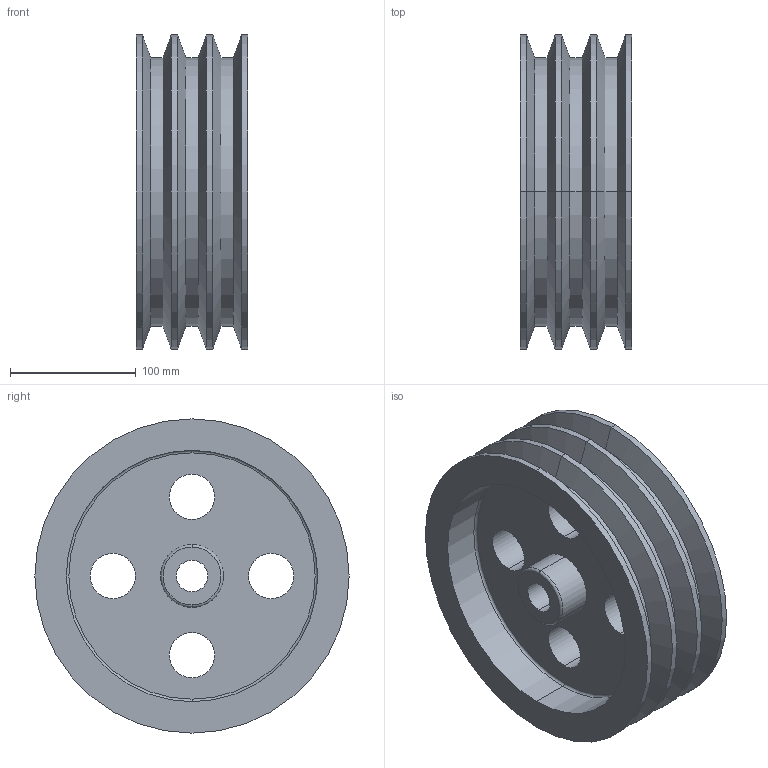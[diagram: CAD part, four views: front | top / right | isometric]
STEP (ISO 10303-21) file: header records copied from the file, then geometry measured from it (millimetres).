
FILE_DESCRIPTION (( 'STEP AP214' ), '1' );
FILE_NAME ('Poulie_V.STEP', '2025-09-11T22:50:46', ( '' ), ( '' ), 'SwSTEP 2.0', 'SolidWorks 2024', '' );
FILE_SCHEMA (( 'AUTOMOTIVE_DESIGN' ));
Length unit declared in the file: millimetre
Products named in the file (1): Poulie_V
Bounding box: 89 x 250 x 250 mm (x, y, z)
Volume: 1702143.4 mm3; surface area: 274028.5 mm2
Topology: 1 solids, 1 shells, 58 faces, 124 edges, 72 vertices
Faces by surface type: cylinder 32, cone 12, torus 8, plane 6
Entity records: 1615 total; most frequent: DIRECTION 322, CARTESIAN_POINT 255, ORIENTED_EDGE 248, AXIS2_PLACEMENT_3D 139, EDGE_CURVE 124, CIRCLE 80, EDGE_LOOP 72, VERTEX_POINT 72
